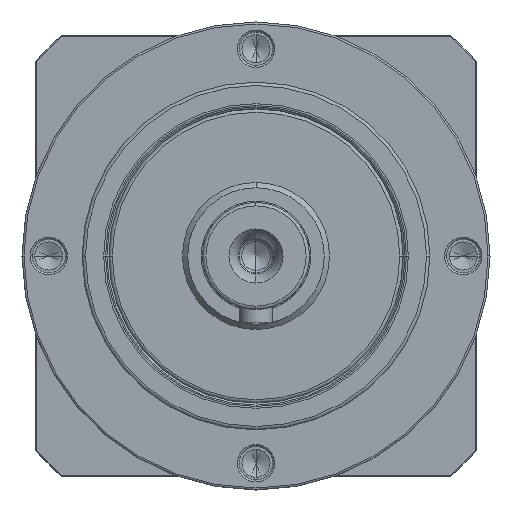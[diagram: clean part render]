
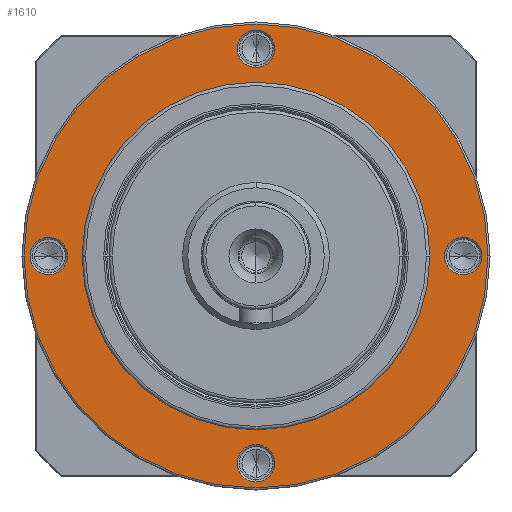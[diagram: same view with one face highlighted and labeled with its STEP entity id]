
A CAD part, left-side view. The second image highlights one B-rep face of the part: STEP entity #1610.
In plain terms, the highlighted planar face has unit normal (-1, 0, 0).
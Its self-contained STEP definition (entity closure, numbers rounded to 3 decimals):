
#308=CARTESIAN_POINT('',(4.5,31.,0.));
#309=DIRECTION('',(1.,0.,0.));
#310=DIRECTION('',(0.,-1.,0.));
#311=AXIS2_PLACEMENT_3D('',#308,#309,#310);
#313=CARTESIAN_POINT('',(4.5,31.,0.));
#314=DIRECTION('',(1.,0.,0.));
#315=DIRECTION('',(0.,1.,0.));
#316=AXIS2_PLACEMENT_3D('',#313,#314,#315);
#318=CARTESIAN_POINT('',(4.5,0.,-31.));
#319=DIRECTION('',(1.,0.,0.));
#320=DIRECTION('',(0.,0.,-1.));
#321=AXIS2_PLACEMENT_3D('',#318,#319,#320);
#323=CARTESIAN_POINT('',(4.5,0.,-31.));
#324=DIRECTION('',(1.,0.,0.));
#325=DIRECTION('',(0.,0.,1.));
#326=AXIS2_PLACEMENT_3D('',#323,#324,#325);
#328=CARTESIAN_POINT('',(4.5,-31.,0.));
#329=DIRECTION('',(1.,0.,0.));
#330=DIRECTION('',(0.,-1.,0.));
#331=AXIS2_PLACEMENT_3D('',#328,#329,#330);
#333=CARTESIAN_POINT('',(4.5,-31.,0.));
#334=DIRECTION('',(1.,0.,0.));
#335=DIRECTION('',(0.,1.,0.));
#336=AXIS2_PLACEMENT_3D('',#333,#334,#335);
#338=CARTESIAN_POINT('',(4.5,0.,31.));
#339=DIRECTION('',(1.,0.,0.));
#340=DIRECTION('',(0.,0.,1.));
#341=AXIS2_PLACEMENT_3D('',#338,#339,#340);
#343=CARTESIAN_POINT('',(4.5,0.,31.));
#344=DIRECTION('',(1.,0.,0.));
#345=DIRECTION('',(0.,0.,-1.));
#346=AXIS2_PLACEMENT_3D('',#343,#344,#345);
#348=CARTESIAN_POINT('',(4.5,0.,0.));
#349=DIRECTION('',(1.,0.,0.));
#350=DIRECTION('',(0.,1.,0.));
#351=AXIS2_PLACEMENT_3D('',#348,#349,#350);
#353=CARTESIAN_POINT('',(4.5,0.,0.));
#354=DIRECTION('',(1.,0.,0.));
#355=DIRECTION('',(0.,-1.,0.));
#356=AXIS2_PLACEMENT_3D('',#353,#354,#355);
#358=CARTESIAN_POINT('',(4.5,0.,0.));
#359=DIRECTION('',(-1.,0.,0.));
#360=DIRECTION('',(0.,1.,0.));
#361=AXIS2_PLACEMENT_3D('',#358,#359,#360);
#363=CARTESIAN_POINT('',(4.5,0.,0.));
#364=DIRECTION('',(-1.,0.,0.));
#365=DIRECTION('',(0.,-1.,0.));
#366=AXIS2_PLACEMENT_3D('',#363,#364,#365);
#997=CARTESIAN_POINT('',(4.5,28.2,0.));
#998=CARTESIAN_POINT('',(4.5,33.8,0.));
#999=VERTEX_POINT('',#997);
#1000=VERTEX_POINT('',#998);
#1001=CARTESIAN_POINT('',(4.5,0.,-33.8));
#1002=CARTESIAN_POINT('',(4.5,0.,-28.2));
#1003=VERTEX_POINT('',#1001);
#1004=VERTEX_POINT('',#1002);
#1005=CARTESIAN_POINT('',(4.5,-33.8,0.));
#1006=CARTESIAN_POINT('',(4.5,-28.2,0.));
#1007=VERTEX_POINT('',#1005);
#1008=VERTEX_POINT('',#1006);
#1009=CARTESIAN_POINT('',(4.5,0.,33.8));
#1010=CARTESIAN_POINT('',(4.5,0.,28.2));
#1011=VERTEX_POINT('',#1009);
#1012=VERTEX_POINT('',#1010);
#1041=CARTESIAN_POINT('',(4.5,34.7,0.));
#1042=CARTESIAN_POINT('',(4.5,-34.7,0.));
#1043=VERTEX_POINT('',#1041);
#1044=VERTEX_POINT('',#1042);
#1061=CARTESIAN_POINT('',(4.5,26.,0.));
#1062=CARTESIAN_POINT('',(4.5,-26.,0.));
#1063=VERTEX_POINT('',#1061);
#1064=VERTEX_POINT('',#1062);
#1570=CARTESIAN_POINT('',(4.5,0.,0.));
#1571=DIRECTION('',(-1.,0.,0.));
#1572=DIRECTION('',(0.,1.,0.));
#1573=AXIS2_PLACEMENT_3D('',#1570,#1571,#1572);
#1574=PLANE('',#1573);
#1576=ORIENTED_EDGE('',*,*,#1575,.T.);
#1578=ORIENTED_EDGE('',*,*,#1577,.T.);
#1579=EDGE_LOOP('',(#1576,#1578));
#1580=FACE_OUTER_BOUND('',#1579,.F.);
#1582=ORIENTED_EDGE('',*,*,#1581,.F.);
#1584=ORIENTED_EDGE('',*,*,#1583,.F.);
#1585=EDGE_LOOP('',(#1582,#1584));
#1586=FACE_BOUND('',#1585,.F.);
#1588=ORIENTED_EDGE('',*,*,#1587,.F.);
#1590=ORIENTED_EDGE('',*,*,#1589,.F.);
#1591=EDGE_LOOP('',(#1588,#1590));
#1592=FACE_BOUND('',#1591,.F.);
#1594=ORIENTED_EDGE('',*,*,#1593,.F.);
#1596=ORIENTED_EDGE('',*,*,#1595,.F.);
#1597=EDGE_LOOP('',(#1594,#1596));
#1598=FACE_BOUND('',#1597,.F.);
#1600=ORIENTED_EDGE('',*,*,#1599,.F.);
#1602=ORIENTED_EDGE('',*,*,#1601,.F.);
#1603=EDGE_LOOP('',(#1600,#1602));
#1604=FACE_BOUND('',#1603,.F.);
#1606=ORIENTED_EDGE('',*,*,#1605,.T.);
#1607=ORIENTED_EDGE('',*,*,#1560,.T.);
#1608=EDGE_LOOP('',(#1606,#1607));
#1609=FACE_BOUND('',#1608,.F.);
#1610=ADVANCED_FACE('',(#1580,#1586,#1592,#1598,#1604,#1609),#1574,.T.);
#312=CIRCLE('',#311,2.8);
#317=CIRCLE('',#316,2.8);
#322=CIRCLE('',#321,2.8);
#327=CIRCLE('',#326,2.8);
#332=CIRCLE('',#331,2.8);
#337=CIRCLE('',#336,2.8);
#342=CIRCLE('',#341,2.8);
#347=CIRCLE('',#346,2.8);
#352=CIRCLE('',#351,34.7);
#357=CIRCLE('',#356,34.7);
#362=CIRCLE('',#361,26.);
#367=CIRCLE('',#366,26.);
#1560=EDGE_CURVE('',#1064,#1063,#367,.T.);
#1575=EDGE_CURVE('',#1043,#1044,#352,.T.);
#1577=EDGE_CURVE('',#1044,#1043,#357,.T.);
#1581=EDGE_CURVE('',#999,#1000,#312,.T.);
#1583=EDGE_CURVE('',#1000,#999,#317,.T.);
#1587=EDGE_CURVE('',#1003,#1004,#322,.T.);
#1589=EDGE_CURVE('',#1004,#1003,#327,.T.);
#1593=EDGE_CURVE('',#1007,#1008,#332,.T.);
#1595=EDGE_CURVE('',#1008,#1007,#337,.T.);
#1599=EDGE_CURVE('',#1011,#1012,#342,.T.);
#1601=EDGE_CURVE('',#1012,#1011,#347,.T.);
#1605=EDGE_CURVE('',#1063,#1064,#362,.T.);
